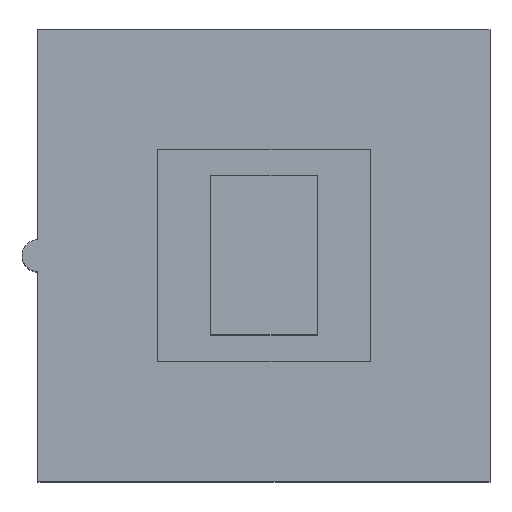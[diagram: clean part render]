
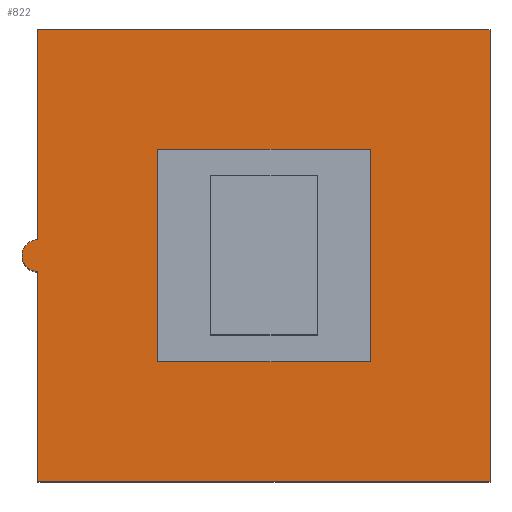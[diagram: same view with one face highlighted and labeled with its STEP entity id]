
A CAD part, top view. The second image highlights one B-rep face of the part: STEP entity #822.
In plain terms, the highlighted planar face has unit normal (0, 0, 1).
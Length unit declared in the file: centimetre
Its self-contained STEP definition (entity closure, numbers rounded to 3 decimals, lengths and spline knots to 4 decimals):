
#586=CARTESIAN_POINT('',(-0.455,-0.,0.85));
#587=VERTEX_POINT('',#586);
#594=CARTESIAN_POINT('',(-0.425,0.03,0.85));
#595=VERTEX_POINT('',#594);
#596=CARTESIAN_POINT('',(-0.425,-0.,0.85));
#597=DIRECTION('',(0.,0.,1.));
#598=DIRECTION('',(1.,0.,-0.));
#599=AXIS2_PLACEMENT_3D('',#596,#597,#598);
#600=CIRCLE('',#599,0.03);
#601=EDGE_CURVE('',#595,#587,#600,.T.);
#628=CARTESIAN_POINT('',(-0.425,-0.425,0.85));
#629=VERTEX_POINT('',#628);
#636=CARTESIAN_POINT('',(-0.425,-0.03,0.85));
#637=VERTEX_POINT('',#636);
#638=CARTESIAN_POINT('',(-0.425,-12344.575,0.85));
#639=DIRECTION('',(-0.,1.,0.));
#640=VECTOR('',#639,24690.);
#641=LINE('',#638,#640);
#642=EDGE_CURVE('',#629,#637,#641,.T.);
#742=CARTESIAN_POINT('',(0.,-0.,0.85));
#743=DIRECTION('',(0.,0.,1.));
#744=DIRECTION('',(1.,0.,0.));
#745=AXIS2_PLACEMENT_3D('',#742,#743,#744);
#746=PLANE('',#745);
#747=CARTESIAN_POINT('',(-0.2,0.2,0.85));
#748=VERTEX_POINT('',#747);
#749=CARTESIAN_POINT('',(0.2,0.2,0.85));
#750=VERTEX_POINT('',#749);
#751=CARTESIAN_POINT('',(-12345.,0.2,0.85));
#752=DIRECTION('',(1.,-0.,0.));
#753=VECTOR('',#752,24690.);
#754=LINE('',#751,#753);
#755=EDGE_CURVE('',#748,#750,#754,.T.);
#756=ORIENTED_EDGE('',*,*,#755,.T.);
#757=CARTESIAN_POINT('',(0.2,-0.2,0.85));
#758=VERTEX_POINT('',#757);
#759=CARTESIAN_POINT('',(0.2,12345.,0.85));
#760=DIRECTION('',(-0.,-1.,0.));
#761=VECTOR('',#760,24690.);
#762=LINE('',#759,#761);
#763=EDGE_CURVE('',#750,#758,#762,.T.);
#764=ORIENTED_EDGE('',*,*,#763,.T.);
#765=CARTESIAN_POINT('',(-0.2,-0.2,0.85));
#766=VERTEX_POINT('',#765);
#767=CARTESIAN_POINT('',(12345.,-0.2,0.85));
#768=DIRECTION('',(-1.,-0.,0.));
#769=VECTOR('',#768,24690.);
#770=LINE('',#767,#769);
#771=EDGE_CURVE('',#758,#766,#770,.T.);
#772=ORIENTED_EDGE('',*,*,#771,.T.);
#773=CARTESIAN_POINT('',(-0.2,-12345.,0.85));
#774=DIRECTION('',(-0.,1.,0.));
#775=VECTOR('',#774,24690.);
#776=LINE('',#773,#775);
#777=EDGE_CURVE('',#766,#748,#776,.T.);
#778=ORIENTED_EDGE('',*,*,#777,.T.);
#779=EDGE_LOOP('',(#756,#764,#772,#778));
#780=FACE_BOUND('',#779,.T.);
#781=CARTESIAN_POINT('',(-0.425,0.425,0.85));
#782=VERTEX_POINT('',#781);
#783=CARTESIAN_POINT('',(0.425,0.425,0.85));
#784=VERTEX_POINT('',#783);
#785=CARTESIAN_POINT('',(-12344.575,0.425,0.85));
#786=DIRECTION('',(1.,0.,-0.));
#787=VECTOR('',#786,24690.);
#788=LINE('',#785,#787);
#789=EDGE_CURVE('',#782,#784,#788,.T.);
#790=ORIENTED_EDGE('',*,*,#789,.F.);
#791=CARTESIAN_POINT('',(-0.425,-12344.575,0.85));
#792=DIRECTION('',(-0.,1.,0.));
#793=VECTOR('',#792,24690.);
#794=LINE('',#791,#793);
#795=EDGE_CURVE('',#595,#782,#794,.T.);
#796=ORIENTED_EDGE('',*,*,#795,.F.);
#797=ORIENTED_EDGE('',*,*,#601,.T.);
#798=CARTESIAN_POINT('',(-0.425,-0.,0.85));
#799=DIRECTION('',(0.,0.,1.));
#800=DIRECTION('',(1.,0.,-0.));
#801=AXIS2_PLACEMENT_3D('',#798,#799,#800);
#802=CIRCLE('',#801,0.03);
#803=EDGE_CURVE('',#587,#637,#802,.T.);
#804=ORIENTED_EDGE('',*,*,#803,.T.);
#805=ORIENTED_EDGE('',*,*,#642,.F.);
#806=CARTESIAN_POINT('',(0.425,-0.425,0.85));
#807=VERTEX_POINT('',#806);
#808=CARTESIAN_POINT('',(12344.575,-0.425,0.85));
#809=DIRECTION('',(-1.,-0.,0.));
#810=VECTOR('',#809,24690.);
#811=LINE('',#808,#810);
#812=EDGE_CURVE('',#807,#629,#811,.T.);
#813=ORIENTED_EDGE('',*,*,#812,.F.);
#814=CARTESIAN_POINT('',(0.425,12344.575,0.85));
#815=DIRECTION('',(0.,-1.,0.));
#816=VECTOR('',#815,24690.);
#817=LINE('',#814,#816);
#818=EDGE_CURVE('',#784,#807,#817,.T.);
#819=ORIENTED_EDGE('',*,*,#818,.F.);
#820=EDGE_LOOP('',(#790,#796,#797,#804,#805,#813,#819));
#821=FACE_BOUND('',#820,.T.);
#822=ADVANCED_FACE('',(#780,#821),#746,.T.);
